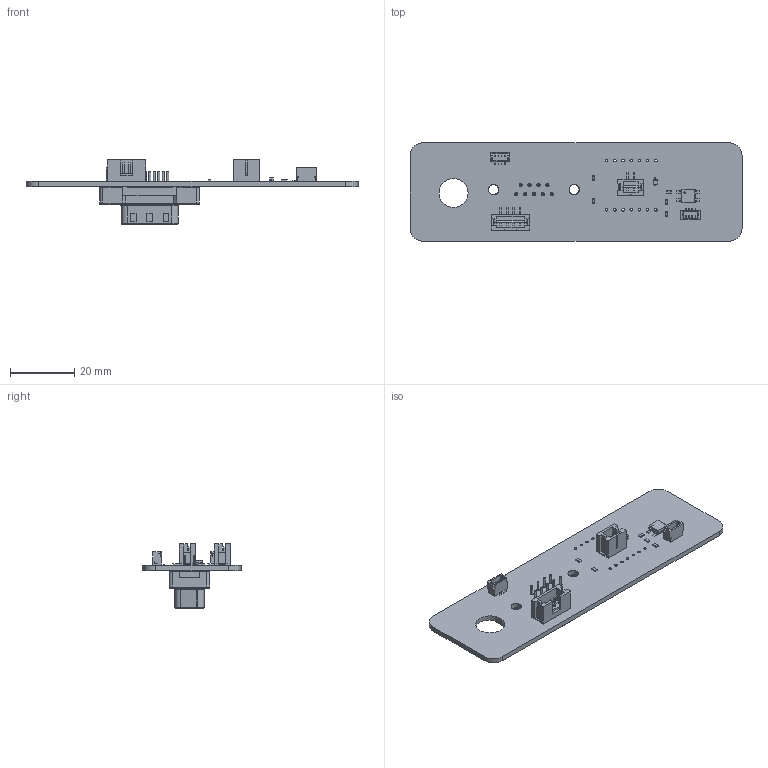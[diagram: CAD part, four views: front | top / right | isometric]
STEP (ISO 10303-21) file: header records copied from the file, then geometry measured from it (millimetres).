
FILE_DESCRIPTION(('KiCad electronic assembly'),'2;1');
FILE_NAME('back_v4.step','2021-02-06T15:22:56',('An Author'),( 'A Company'),'Open CASCADE STEP processor 6.9', 'KiCad to STEP converter','Unknown');
FILE_SCHEMA(('AUTOMOTIVE_DESIGN { 1 0 10303 214 1 1 1 1 }'));
Length unit declared in the file: millimetre
Products named in the file (16): Open CASCADE STEP translator 6.9 1; BM04B-SRSS-TB; SOLID; SO-4_4.4x4.3mm_P2.54mm; R_0603_1608Metric; D_SOD-323; 191-009-113; B4B-PH-SM4-TB; B2B-PH-SM4-TB; COMPOUND
Assembly tree (20 placements, depth 3):
  Open CASCADE STEP translator 6.9 1
    BM04B-SRSS-TB  x2
      SOLID
    SO-4_4.4x4.3mm_P2.54mm
      SOLID
    R_0603_1608Metric  x5
      SOLID
    D_SOD-323
      SOLID
    191-009-113
      SOLID
    B4B-PH-SM4-TB
      SOLID
    B2B-PH-SM4-TB
      SOLID
    COMPOUND
Bounding box: 103 x 30.5 x 19.9 mm (x, y, z)
Volume: 7023.5 mm3; surface area: 10369.9 mm2
Topology: 13 solids, 13 shells, 958 faces, 2465 edges, 1585 vertices
Faces by surface type: plane 691, cylinder 161, bspline 78, revolution 18, torus 10
Full cylindrical faces by diameter (mm): 0.4 x1, 0.8 x14, 1 x9, 3.2 x2, 9 x1
Entity records: 54607 total; most frequent: CARTESIAN_POINT 11310, DIRECTION 7064, LINE 4962, VECTOR 4962, ORIENTED_EDGE 3878, PCURVE 3878, DEFINITIONAL_REPRESENTATION 3878, EDGE_CURVE 1939
